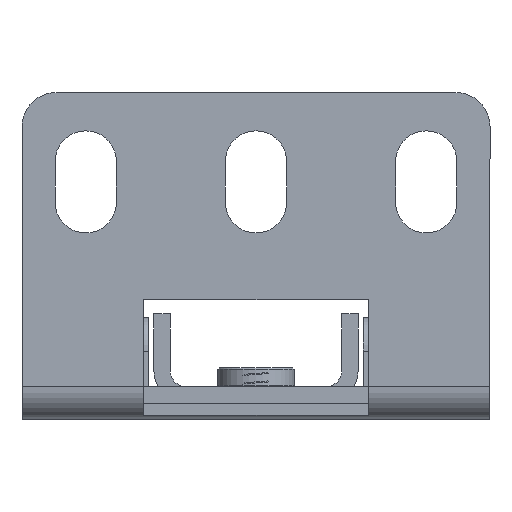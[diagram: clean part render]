
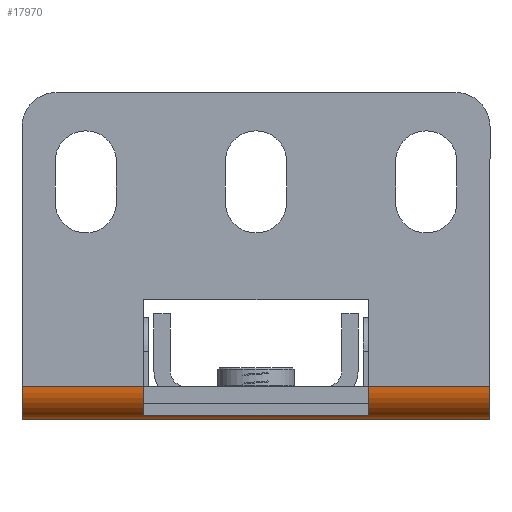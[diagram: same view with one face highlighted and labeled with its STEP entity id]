
A CAD part, left-side view. The second image highlights one B-rep face of the part: STEP entity #17970.
In plain terms, the highlighted cylindrical face has radius 3.038 mm (diameter 6.076 mm), a partial arc.
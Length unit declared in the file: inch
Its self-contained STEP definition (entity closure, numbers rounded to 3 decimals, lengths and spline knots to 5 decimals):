
#30 = VECTOR ( 'NONE', #6743, 39.37008 ) ;
#56 = CARTESIAN_POINT ( 'NONE',  ( -10.22936, 0., 0.0598 ) ) ;
#178 = ORIENTED_EDGE ( 'NONE', *, *, #11417, .F. ) ;
#541 = CARTESIAN_POINT ( 'NONE',  ( -10.22936, 0., -0.0598 ) ) ;
#651 = CIRCLE ( 'NONE', #11173, 0.1196 ) ;
#1115 = AXIS2_PLACEMENT_3D ( 'NONE', #18509, #16694, #15388 ) ;
#1502 = CARTESIAN_POINT ( 'NONE',  ( -10.22936, -0.859, 0.0598 ) ) ;
#1552 = DIRECTION ( 'NONE',  ( 0., 0., 1. ) ) ;
#1606 = DIRECTION ( 'NONE',  ( 0., -1., 0. ) ) ;
#1640 = CARTESIAN_POINT ( 'NONE',  ( -10.22936, 0.859, 0.0598 ) ) ;
#1804 = CARTESIAN_POINT ( 'NONE',  ( -10.34896, -0.859, 0.0598 ) ) ;
#2138 = EDGE_CURVE ( 'NONE', #12763, #7251, #7848, .T. ) ;
#2330 = EDGE_CURVE ( 'NONE', #7122, #12081, #6619, .T. ) ;
#2462 = VERTEX_POINT ( 'NONE', #17634 ) ;
#3193 = DIRECTION ( 'NONE',  ( 0., 0., 1. ) ) ;
#3230 = AXIS2_PLACEMENT_3D ( 'NONE', #1640, #16027, #1552 ) ;
#3285 = ORIENTED_EDGE ( 'NONE', *, *, #5692, .T. ) ;
#4259 = EDGE_CURVE ( 'NONE', #7122, #13278, #18392, .T. ) ;
#4974 = ORIENTED_EDGE ( 'NONE', *, *, #13496, .F. ) ;
#5374 = VECTOR ( 'NONE', #11048, 39.37008 ) ;
#5562 = CYLINDRICAL_SURFACE ( 'NONE', #11188, 0.1196 ) ;
#5656 = CARTESIAN_POINT ( 'NONE',  ( -10.22936, -0.859, -0.0598 ) ) ;
#5692 = EDGE_CURVE ( 'NONE', #13278, #6710, #651, .T. ) ;
#5702 = VECTOR ( 'NONE', #14827, 39.37008 ) ;
#6186 = ORIENTED_EDGE ( 'NONE', *, *, #2330, .F. ) ;
#6246 = CARTESIAN_POINT ( 'NONE',  ( -10.34896, 0., 0.0598 ) ) ;
#6451 = CARTESIAN_POINT ( 'NONE',  ( -10.34896, 0.412, 0.0598 ) ) ;
#6596 = ORIENTED_EDGE ( 'NONE', *, *, #16324, .F. ) ;
#6619 = CIRCLE ( 'NONE', #17135, 0.1196 ) ;
#6654 = LINE ( 'NONE', #6934, #30 ) ;
#6710 = VERTEX_POINT ( 'NONE', #16421 ) ;
#6743 = DIRECTION ( 'NONE',  ( 0., -1., 0. ) ) ;
#6786 = EDGE_CURVE ( 'NONE', #2462, #12763, #8958, .T. ) ;
#6934 = CARTESIAN_POINT ( 'NONE',  ( -10.28916, 0., -0.04378 ) ) ;
#7122 = VERTEX_POINT ( 'NONE', #1804 ) ;
#7243 = DIRECTION ( 'NONE',  ( 0., 0., 1. ) ) ;
#7251 = VERTEX_POINT ( 'NONE', #14506 ) ;
#7848 = LINE ( 'NONE', #6246, #5702 ) ;
#8122 = CARTESIAN_POINT ( 'NONE',  ( -10.34896, 0., 0.0598 ) ) ;
#8958 = CIRCLE ( 'NONE', #1115, 0.1196 ) ;
#10365 = DIRECTION ( 'NONE',  ( 0., -1., 0. ) ) ;
#11048 = DIRECTION ( 'NONE',  ( 0., 1., 0. ) ) ;
#11054 = CIRCLE ( 'NONE', #3230, 0.1196 ) ;
#11173 = AXIS2_PLACEMENT_3D ( 'NONE', #15803, #10365, #3193 ) ;
#11188 = AXIS2_PLACEMENT_3D ( 'NONE', #56, #18400, #11546 ) ;
#11417 = EDGE_CURVE ( 'NONE', #16122, #7251, #11054, .T. ) ;
#11546 = DIRECTION ( 'NONE',  ( 0., 0., 1. ) ) ;
#12081 = VERTEX_POINT ( 'NONE', #5656 ) ;
#12763 = VERTEX_POINT ( 'NONE', #6451 ) ;
#12903 = VECTOR ( 'NONE', #16515, 39.37008 ) ;
#13256 = CARTESIAN_POINT ( 'NONE',  ( -10.34896, -0.412, 0.0598 ) ) ;
#13278 = VERTEX_POINT ( 'NONE', #13256 ) ;
#13496 = EDGE_CURVE ( 'NONE', #12081, #16122, #14923, .T. ) ;
#14251 = FACE_OUTER_BOUND ( 'NONE', #15165, .T. ) ;
#14506 = CARTESIAN_POINT ( 'NONE',  ( -10.34896, 0.859, 0.0598 ) ) ;
#14827 = DIRECTION ( 'NONE',  ( 0., 1., 0. ) ) ;
#14923 = LINE ( 'NONE', #541, #12903 ) ;
#15165 = EDGE_LOOP ( 'NONE', ( #6186, #15757, #3285, #6596, #17350, #16627, #178, #4974 ) ) ;
#15388 = DIRECTION ( 'NONE',  ( 0., 0., 1. ) ) ;
#15757 = ORIENTED_EDGE ( 'NONE', *, *, #4259, .T. ) ;
#15803 = CARTESIAN_POINT ( 'NONE',  ( -10.22936, -0.412, 0.0598 ) ) ;
#16027 = DIRECTION ( 'NONE',  ( 0., 1., 0. ) ) ;
#16043 = CARTESIAN_POINT ( 'NONE',  ( -10.22936, 0.859, -0.0598 ) ) ;
#16122 = VERTEX_POINT ( 'NONE', #16043 ) ;
#16324 = EDGE_CURVE ( 'NONE', #2462, #6710, #6654, .T. ) ;
#16421 = CARTESIAN_POINT ( 'NONE',  ( -10.28916, -0.412, -0.04378 ) ) ;
#16515 = DIRECTION ( 'NONE',  ( 0., 1., 0. ) ) ;
#16627 = ORIENTED_EDGE ( 'NONE', *, *, #2138, .T. ) ;
#16694 = DIRECTION ( 'NONE',  ( 0., 1., 0. ) ) ;
#17135 = AXIS2_PLACEMENT_3D ( 'NONE', #1502, #1606, #7243 ) ;
#17350 = ORIENTED_EDGE ( 'NONE', *, *, #6786, .T. ) ;
#17634 = CARTESIAN_POINT ( 'NONE',  ( -10.28916, 0.412, -0.04378 ) ) ;
#17970 = ADVANCED_FACE ( 'NONE', ( #14251 ), #5562, .T. ) ;
#18392 = LINE ( 'NONE', #8122, #5374 ) ;
#18400 = DIRECTION ( 'NONE',  ( 0., -1., 0. ) ) ;
#18509 = CARTESIAN_POINT ( 'NONE',  ( -10.22936, 0.412, 0.0598 ) ) ;
